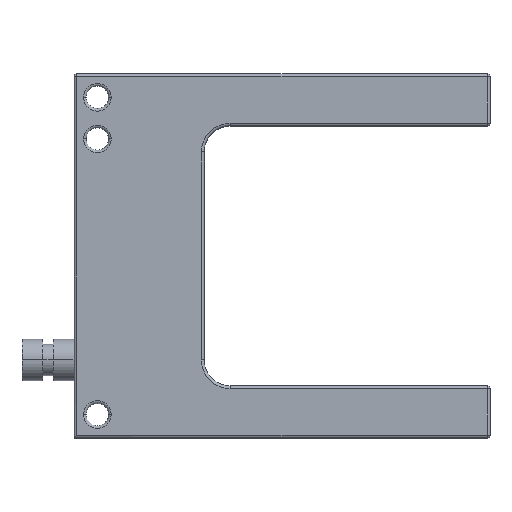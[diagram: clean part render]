
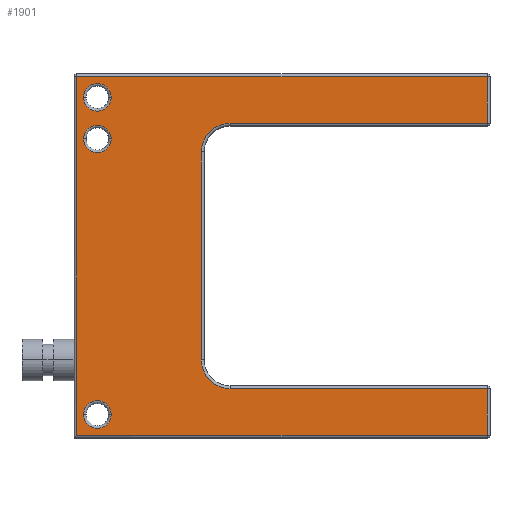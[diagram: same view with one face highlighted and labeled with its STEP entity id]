
A CAD part, top view. The second image highlights one B-rep face of the part: STEP entity #1901.
In plain terms, the highlighted planar face has unit normal (0, 0, 1).
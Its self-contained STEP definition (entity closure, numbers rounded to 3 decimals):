
#167=DIRECTION('',(0.,-1.,0.));
#168=VECTOR('',#167,69.);
#169=CARTESIAN_POINT('',(-39.5,34.5,5.));
#170=LINE('',#169,#168);
#539=DIRECTION('',(0.,1.,0.));
#540=VECTOR('',#539,9.);
#541=CARTESIAN_POINT('',(39.5,-34.5,5.));
#542=LINE('',#541,#540);
#577=DIRECTION('',(1.,0.,0.));
#578=VECTOR('',#577,79.);
#579=CARTESIAN_POINT('',(-39.5,-34.5,5.));
#580=LINE('',#579,#578);
#584=CARTESIAN_POINT('',(-10.,20.,5.));
#585=DIRECTION('',(0.,0.,1.));
#586=DIRECTION('',(0.,1.,0.));
#587=AXIS2_PLACEMENT_3D('',#584,#585,#586);
#592=CARTESIAN_POINT('',(-10.,-20.,5.));
#593=DIRECTION('',(0.,0.,1.));
#594=DIRECTION('',(-1.,0.,0.));
#595=AXIS2_PLACEMENT_3D('',#592,#593,#594);
#600=CARTESIAN_POINT('',(-35.5,-30.5,5.));
#601=DIRECTION('',(0.,0.,-1.));
#602=DIRECTION('',(1.,0.,0.));
#603=AXIS2_PLACEMENT_3D('',#600,#601,#602);
#608=CARTESIAN_POINT('',(-35.5,-30.5,5.));
#609=DIRECTION('',(0.,0.,-1.));
#610=DIRECTION('',(-1.,0.,0.));
#611=AXIS2_PLACEMENT_3D('',#608,#609,#610);
#616=CARTESIAN_POINT('',(-35.5,22.5,5.));
#617=DIRECTION('',(0.,0.,-1.));
#618=DIRECTION('',(1.,0.,0.));
#619=AXIS2_PLACEMENT_3D('',#616,#617,#618);
#624=CARTESIAN_POINT('',(-35.5,22.5,5.));
#625=DIRECTION('',(0.,0.,-1.));
#626=DIRECTION('',(-1.,0.,0.));
#627=AXIS2_PLACEMENT_3D('',#624,#625,#626);
#632=CARTESIAN_POINT('',(-35.5,30.5,5.));
#633=DIRECTION('',(0.,0.,-1.));
#634=DIRECTION('',(1.,0.,0.));
#635=AXIS2_PLACEMENT_3D('',#632,#633,#634);
#640=CARTESIAN_POINT('',(-35.5,30.5,5.));
#641=DIRECTION('',(0.,0.,-1.));
#642=DIRECTION('',(-1.,0.,0.));
#643=AXIS2_PLACEMENT_3D('',#640,#641,#642);
#648=DIRECTION('',(-1.,0.,0.));
#649=VECTOR('',#648,79.);
#650=CARTESIAN_POINT('',(39.5,34.5,5.));
#651=LINE('',#650,#649);
#693=DIRECTION('',(0.,1.,0.));
#694=VECTOR('',#693,9.);
#695=CARTESIAN_POINT('',(39.5,25.5,5.));
#696=LINE('',#695,#694);
#766=DIRECTION('',(0.,1.,0.));
#767=VECTOR('',#766,40.);
#768=CARTESIAN_POINT('',(-15.5,-20.,5.));
#769=LINE('',#768,#767);
#811=DIRECTION('',(1.,0.,0.));
#812=VECTOR('',#811,49.5);
#813=CARTESIAN_POINT('',(-10.,25.5,5.));
#814=LINE('',#813,#812);
#842=DIRECTION('',(-1.,0.,0.));
#843=VECTOR('',#842,49.5);
#844=CARTESIAN_POINT('',(39.5,-25.5,5.));
#845=LINE('',#844,#843);
#1292=CARTESIAN_POINT('',(-39.5,34.5,5.));
#1293=VERTEX_POINT('',#1292);
#1294=CARTESIAN_POINT('',(-39.5,-34.5,5.));
#1295=VERTEX_POINT('',#1294);
#1334=CARTESIAN_POINT('',(39.5,-34.5,5.));
#1335=VERTEX_POINT('',#1334);
#1336=CARTESIAN_POINT('',(39.5,-25.5,5.));
#1337=VERTEX_POINT('',#1336);
#1338=CARTESIAN_POINT('',(39.5,34.5,5.));
#1339=VERTEX_POINT('',#1338);
#1340=CARTESIAN_POINT('',(39.5,25.5,5.));
#1341=VERTEX_POINT('',#1340);
#1342=CARTESIAN_POINT('',(-10.,25.5,5.));
#1343=VERTEX_POINT('',#1342);
#1344=CARTESIAN_POINT('',(-15.5,20.,5.));
#1345=VERTEX_POINT('',#1344);
#1346=CARTESIAN_POINT('',(-15.5,-20.,5.));
#1347=VERTEX_POINT('',#1346);
#1348=CARTESIAN_POINT('',(-10.,-25.5,
5.));
#1349=VERTEX_POINT('',#1348);
#1396=CARTESIAN_POINT('',(-32.85,-30.5,5.));
#1397=CARTESIAN_POINT('',(-38.15,-30.5,5.));
#1398=VERTEX_POINT('',#1396);
#1399=VERTEX_POINT('',#1397);
#1400=CARTESIAN_POINT('',(-32.85,22.5,5.));
#1401=CARTESIAN_POINT('',(-38.15,22.5,5.));
#1402=VERTEX_POINT('',#1400);
#1403=VERTEX_POINT('',#1401);
#1404=CARTESIAN_POINT('',(-32.85,30.5,5.));
#1405=CARTESIAN_POINT('',(-38.15,30.5,5.));
#1406=VERTEX_POINT('',#1404);
#1407=VERTEX_POINT('',#1405);
#1859=CARTESIAN_POINT('',(0.,0.,5.));
#1860=DIRECTION('',(0.,0.,1.));
#1861=DIRECTION('',(1.,0.,0.));
#1862=AXIS2_PLACEMENT_3D('',#1859,#1860,#1861);
#1863=PLANE('',#1862);
#1864=ORIENTED_EDGE('',*,*,#1513,.F.);
#1866=ORIENTED_EDGE('',*,*,#1865,.F.);
#1868=ORIENTED_EDGE('',*,*,#1867,.F.);
#1870=ORIENTED_EDGE('',*,*,#1869,.F.);
#1872=ORIENTED_EDGE('',*,*,#1871,.T.);
#1874=ORIENTED_EDGE('',*,*,#1873,.F.);
#1876=ORIENTED_EDGE('',*,*,#1875,.T.);
#1878=ORIENTED_EDGE('',*,*,#1877,.F.);
#1879=ORIENTED_EDGE('',*,*,#1827,.F.);
#1880=ORIENTED_EDGE('',*,*,#1853,.F.);
#1881=EDGE_LOOP('',(#1864,#1866,#1868,#1870,#1872,#1874,#1876,#1878,#1879,
#1880));
#1882=FACE_OUTER_BOUND('',#1881,.F.);
#1884=ORIENTED_EDGE('',*,*,#1883,.F.);
#1886=ORIENTED_EDGE('',*,*,#1885,.F.);
#1887=EDGE_LOOP('',(#1884,#1886));
#1888=FACE_BOUND('',#1887,.F.);
#1890=ORIENTED_EDGE('',*,*,#1889,.F.);
#1892=ORIENTED_EDGE('',*,*,#1891,.F.);
#1893=EDGE_LOOP('',(#1890,#1892));
#1894=FACE_BOUND('',#1893,.F.);
#1896=ORIENTED_EDGE('',*,*,#1895,.F.);
#1898=ORIENTED_EDGE('',*,*,#1897,.F.);
#1899=EDGE_LOOP('',(#1896,#1898));
#1900=FACE_BOUND('',#1899,.F.);
#1901=ADVANCED_FACE('',(#1882,#1888,#1894,#1900),#1863,.T.);
#588=CIRCLE('',#587,5.5);
#596=CIRCLE('',#595,5.5);
#604=CIRCLE('',#603,2.65);
#612=CIRCLE('',#611,2.65);
#620=CIRCLE('',#619,2.65);
#628=CIRCLE('',#627,2.65);
#636=CIRCLE('',#635,2.65);
#644=CIRCLE('',#643,2.65);
#1513=EDGE_CURVE('',#1293,#1295,#170,.T.);
#1827=EDGE_CURVE('',#1335,#1337,#542,.T.);
#1853=EDGE_CURVE('',#1295,#1335,#580,.T.);
#1865=EDGE_CURVE('',#1339,#1293,#651,.T.);
#1867=EDGE_CURVE('',#1341,#1339,#696,.T.);
#1869=EDGE_CURVE('',#1343,#1341,#814,.T.);
#1871=EDGE_CURVE('',#1343,#1345,#588,.T.);
#1873=EDGE_CURVE('',#1347,#1345,#769,.T.);
#1875=EDGE_CURVE('',#1347,#1349,#596,.T.);
#1877=EDGE_CURVE('',#1337,#1349,#845,.T.);
#1883=EDGE_CURVE('',#1398,#1399,#604,.T.);
#1885=EDGE_CURVE('',#1399,#1398,#612,.T.);
#1889=EDGE_CURVE('',#1402,#1403,#620,.T.);
#1891=EDGE_CURVE('',#1403,#1402,#628,.T.);
#1895=EDGE_CURVE('',#1406,#1407,#636,.T.);
#1897=EDGE_CURVE('',#1407,#1406,#644,.T.);
